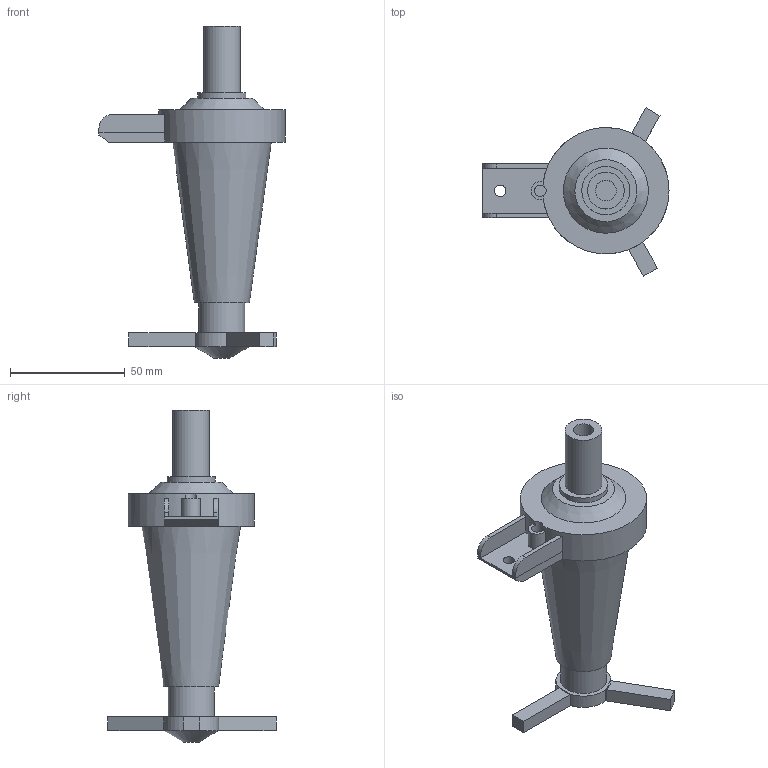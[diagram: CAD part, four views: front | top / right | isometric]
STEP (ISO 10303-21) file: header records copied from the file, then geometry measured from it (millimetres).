
FILE_DESCRIPTION(('FreeCAD Model'),'2;1');
FILE_NAME('Dosierhilfe_FM_Prof_2cl.step','2013-09-07T21:43:43',('FreeCAD'),('FreeCAD'), 'Open CASCADE STEP processor 6.3','FreeCAD','Unknown');
FILE_SCHEMA(('AUTOMOTIVE_DESIGN_CC2 { 1 2 10303 214 -1 1 5 4 }'));
Length unit declared in the file: millimetre
Products named in the file (1): dosing_unit
Bounding box: 81 x 73.25 x 144.5 mm (x, y, z)
Volume: 117855.3 mm3; surface area: 23761.9 mm2
Topology: 1 solids, 1 shells, 70 faces, 170 edges, 106 vertices
Faces by surface type: plane 50, cylinder 17, cone 3
Full cylindrical faces by diameter (mm): 5 x2, 7 x1, 9 x2, 16 x1, 20 x1, 21 x1
Entity records: 4285 total; most frequent: DIRECTION 720, CARTESIAN_POINT 687, LINE 371, VECTOR 371, ORIENTED_EDGE 340, PCURVE 340, DEFINITIONAL_REPRESENTATION 340, EDGE_CURVE 170
